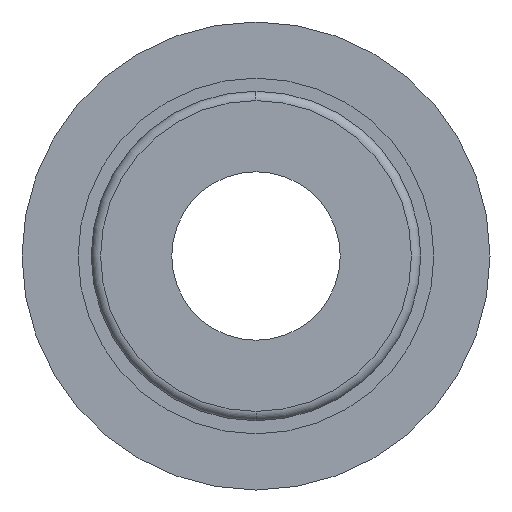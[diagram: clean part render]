
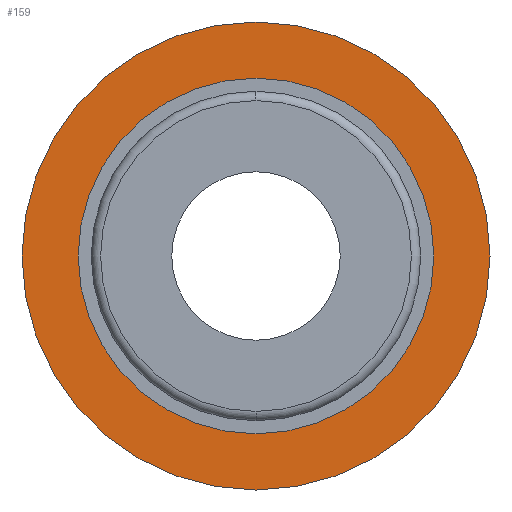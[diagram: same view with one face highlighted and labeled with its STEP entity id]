
A CAD part, front view. The second image highlights one B-rep face of the part: STEP entity #159.
In plain terms, the highlighted planar face has unit normal (0, -1, 0).
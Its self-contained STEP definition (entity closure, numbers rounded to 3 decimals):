
#159=ADVANCED_FACE('',(#330,#331),#332,.T.);
#330=FACE_OUTER_BOUND('',#507,.T.);
#331=FACE_BOUND('',#508,.T.);
#332=PLANE('',#509);
#507=EDGE_LOOP('',(#879,#880));
#508=EDGE_LOOP('',(#881,#882));
#509=AXIS2_PLACEMENT_3D('',#883,#884,#885);
#879=ORIENTED_EDGE('',*,*,#1117,.T.);
#880=ORIENTED_EDGE('',*,*,#1012,.T.);
#881=ORIENTED_EDGE('',*,*,#981,.F.);
#882=ORIENTED_EDGE('',*,*,#1118,.F.);
#883=CARTESIAN_POINT('',(0.0,27.0,0.0));
#884=DIRECTION('',(0.0,-1.0,0.0));
#885=DIRECTION('',(-1.0,0.0,0.0));
#981=EDGE_CURVE('',#1145,#1141,#1147,.T.);
#1012=EDGE_CURVE('',#1197,#1194,#1198,.T.);
#1117=EDGE_CURVE('',#1194,#1197,#1346,.T.);
#1118=EDGE_CURVE('',#1141,#1145,#1347,.T.);
#1141=VERTEX_POINT('',#1370);
#1145=VERTEX_POINT('',#1375);
#1147=CIRCLE('',#1378,9.5);
#1194=VERTEX_POINT('',#1435);
#1197=VERTEX_POINT('',#1439);
#1198=CIRCLE('',#1440,12.5);
#1346=CIRCLE('',#1615,12.5);
#1347=CIRCLE('',#1616,9.5);
#1370=CARTESIAN_POINT('',(9.5,27.0,0.));
#1375=CARTESIAN_POINT('',(-9.5,27.0,0.));
#1378=AXIS2_PLACEMENT_3D('',#1642,#1643,#1644);
#1435=CARTESIAN_POINT('',(12.5,27.0,0.0));
#1439=CARTESIAN_POINT('',(-12.5,27.0,0.));
#1440=AXIS2_PLACEMENT_3D('',#1692,#1693,#1694);
#1615=AXIS2_PLACEMENT_3D('',#1851,#1852,#1853);
#1616=AXIS2_PLACEMENT_3D('',#1854,#1855,#1856);
#1642=CARTESIAN_POINT('',(0.0,27.0,0.0));
#1643=DIRECTION('',(0.0,-1.0,0.0));
#1644=DIRECTION('',(1.0,0.0,0.0));
#1692=CARTESIAN_POINT('',(0.0,27.0,0.0));
#1693=DIRECTION('',(0.0,-1.0,0.0));
#1694=DIRECTION('',(1.0,0.0,0.0));
#1851=CARTESIAN_POINT('',(0.0,27.0,0.0));
#1852=DIRECTION('',(0.0,-1.0,0.0));
#1853=DIRECTION('',(1.0,0.0,0.0));
#1854=CARTESIAN_POINT('',(0.0,27.0,0.0));
#1855=DIRECTION('',(0.0,-1.0,0.0));
#1856=DIRECTION('',(1.0,0.0,0.0));
